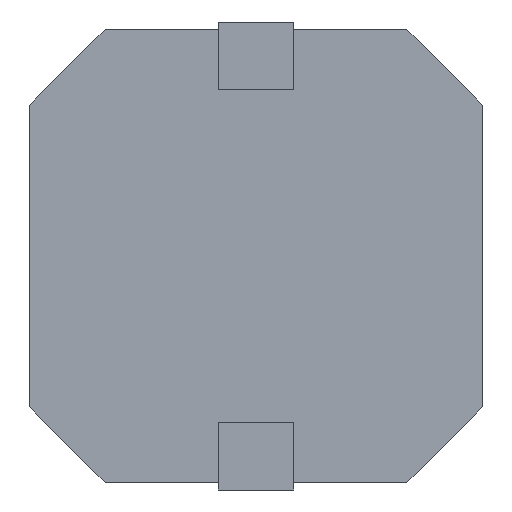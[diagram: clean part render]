
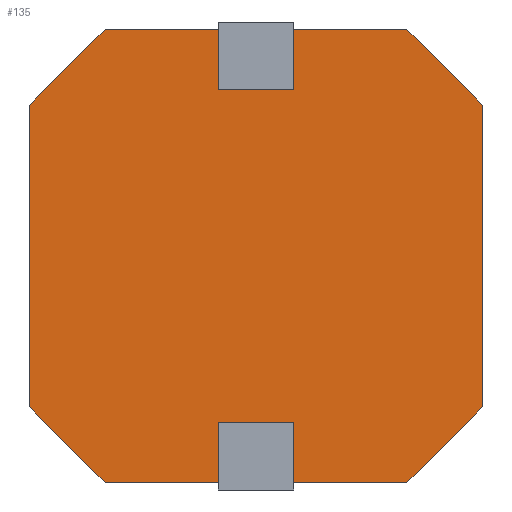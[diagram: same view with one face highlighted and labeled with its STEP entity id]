
A CAD part, front view. The second image highlights one B-rep face of the part: STEP entity #135.
In plain terms, the highlighted free-form (B-spline) face has degree [1, 1] with [2, 2] control points.
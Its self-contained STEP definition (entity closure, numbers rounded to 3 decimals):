
#76 = VERTEX_POINT('',#77);
#77 = CARTESIAN_POINT('',(0.437,0.,2.623));
#84 = EDGE_CURVE('',#76,#85,#87,.T.);
#85 = VERTEX_POINT('',#86);
#86 = CARTESIAN_POINT('',(1.749,0.,2.623));
#87 = B_SPLINE_CURVE_WITH_KNOTS('',1,(#88,#89),.UNSPECIFIED.,.F.,.F.,(2,
    2),(3.5,5.),.PIECEWISE_BEZIER_KNOTS.);
#88 = CARTESIAN_POINT('',(0.437,0.,2.623));
#89 = CARTESIAN_POINT('',(1.749,0.,2.623));
#106 = VERTEX_POINT('',#107);
#107 = CARTESIAN_POINT('',(-1.749,0.,2.623));
#112 = EDGE_CURVE('',#106,#113,#115,.T.);
#113 = VERTEX_POINT('',#114);
#114 = CARTESIAN_POINT('',(-0.437,0.,2.623));
#115 = B_SPLINE_CURVE_WITH_KNOTS('',1,(#116,#117),.UNSPECIFIED.,.F.,.F.,
  (2,2),(1.,2.5),.PIECEWISE_BEZIER_KNOTS.);
#116 = CARTESIAN_POINT('',(-1.749,0.,2.623));
#117 = CARTESIAN_POINT('',(-0.437,0.,2.623));
#135 = ADVANCED_FACE('',(#136),#234,.F.);
#136 = FACE_BOUND('',#137,.T.);
#137 = EDGE_LOOP('',(#138,#147,#154,#161,#168,#175,#180,#181,#188,#195,
    #200,#201,#208,#215,#222,#229));
#138 = ORIENTED_EDGE('',*,*,#139,.T.);
#139 = EDGE_CURVE('',#140,#142,#144,.T.);
#140 = VERTEX_POINT('',#141);
#141 = CARTESIAN_POINT('',(-0.437,0.,-1.924));
#142 = VERTEX_POINT('',#143);
#143 = CARTESIAN_POINT('',(0.437,0.,-1.924));
#144 = B_SPLINE_CURVE_WITH_KNOTS('',1,(#145,#146),.UNSPECIFIED.,.F.,.F.,
  (2,2),(0.,1.),.PIECEWISE_BEZIER_KNOTS.);
#145 = CARTESIAN_POINT('',(-0.437,0.,-1.924));
#146 = CARTESIAN_POINT('',(0.437,0.,-1.924));
#147 = ORIENTED_EDGE('',*,*,#148,.T.);
#148 = EDGE_CURVE('',#142,#149,#151,.T.);
#149 = VERTEX_POINT('',#150);
#150 = CARTESIAN_POINT('',(0.437,0.,-2.623));
#151 = B_SPLINE_CURVE_WITH_KNOTS('',1,(#152,#153),.UNSPECIFIED.,.F.,.F.,
  (2,2),(-0.9,-0.1),.PIECEWISE_BEZIER_KNOTS.);
#152 = CARTESIAN_POINT('',(0.437,0.,-1.924));
#153 = CARTESIAN_POINT('',(0.437,0.,-2.623));
#154 = ORIENTED_EDGE('',*,*,#155,.F.);
#155 = EDGE_CURVE('',#156,#149,#158,.T.);
#156 = VERTEX_POINT('',#157);
#157 = CARTESIAN_POINT('',(1.749,0.,-2.623));
#158 = B_SPLINE_CURVE_WITH_KNOTS('',1,(#159,#160),.UNSPECIFIED.,.F.,.F.,
  (2,2),(-5.,-3.5),.PIECEWISE_BEZIER_KNOTS.);
#159 = CARTESIAN_POINT('',(1.749,0.,-2.623));
#160 = CARTESIAN_POINT('',(0.437,0.,-2.623));
#161 = ORIENTED_EDGE('',*,*,#162,.T.);
#162 = EDGE_CURVE('',#156,#163,#165,.T.);
#163 = VERTEX_POINT('',#164);
#164 = CARTESIAN_POINT('',(2.623,0.,-1.749));
#165 = B_SPLINE_CURVE_WITH_KNOTS('',1,(#166,#167),.UNSPECIFIED.,.F.,.F.,
  (2,2),(0.,1.414),.PIECEWISE_BEZIER_KNOTS.);
#166 = CARTESIAN_POINT('',(1.749,0.,-2.623));
#167 = CARTESIAN_POINT('',(2.623,0.,-1.749));
#168 = ORIENTED_EDGE('',*,*,#169,.F.);
#169 = EDGE_CURVE('',#170,#163,#172,.T.);
#170 = VERTEX_POINT('',#171);
#171 = CARTESIAN_POINT('',(2.623,0.,1.749));
#172 = B_SPLINE_CURVE_WITH_KNOTS('',1,(#173,#174),.UNSPECIFIED.,.F.,.F.,
  (2,2),(-5.,-1.),.PIECEWISE_BEZIER_KNOTS.);
#173 = CARTESIAN_POINT('',(2.623,0.,1.749));
#174 = CARTESIAN_POINT('',(2.623,0.,-1.749));
#175 = ORIENTED_EDGE('',*,*,#176,.T.);
#176 = EDGE_CURVE('',#170,#85,#177,.T.);
#177 = B_SPLINE_CURVE_WITH_KNOTS('',1,(#178,#179),.UNSPECIFIED.,.F.,.F.,
  (2,2),(0.,1.414),.PIECEWISE_BEZIER_KNOTS.);
#178 = CARTESIAN_POINT('',(2.623,0.,1.749));
#179 = CARTESIAN_POINT('',(1.749,0.,2.623));
#180 = ORIENTED_EDGE('',*,*,#84,.F.);
#181 = ORIENTED_EDGE('',*,*,#182,.F.);
#182 = EDGE_CURVE('',#183,#76,#185,.T.);
#183 = VERTEX_POINT('',#184);
#184 = CARTESIAN_POINT('',(0.437,0.,1.924));
#185 = B_SPLINE_CURVE_WITH_KNOTS('',1,(#186,#187),.UNSPECIFIED.,.F.,.F.,
  (2,2),(-0.9,-0.1),.PIECEWISE_BEZIER_KNOTS.);
#186 = CARTESIAN_POINT('',(0.437,0.,1.924));
#187 = CARTESIAN_POINT('',(0.437,0.,2.623));
#188 = ORIENTED_EDGE('',*,*,#189,.F.);
#189 = EDGE_CURVE('',#190,#183,#192,.T.);
#190 = VERTEX_POINT('',#191);
#191 = CARTESIAN_POINT('',(-0.437,0.,1.924));
#192 = B_SPLINE_CURVE_WITH_KNOTS('',1,(#193,#194),.UNSPECIFIED.,.F.,.F.,
  (2,2),(0.,1.),.PIECEWISE_BEZIER_KNOTS.);
#193 = CARTESIAN_POINT('',(-0.437,0.,1.924));
#194 = CARTESIAN_POINT('',(0.437,0.,1.924));
#195 = ORIENTED_EDGE('',*,*,#196,.F.);
#196 = EDGE_CURVE('',#113,#190,#197,.T.);
#197 = B_SPLINE_CURVE_WITH_KNOTS('',1,(#198,#199),.UNSPECIFIED.,.F.,.F.,
  (2,2),(-0.8,0.),.PIECEWISE_BEZIER_KNOTS.);
#198 = CARTESIAN_POINT('',(-0.437,0.,2.623));
#199 = CARTESIAN_POINT('',(-0.437,0.,1.924));
#200 = ORIENTED_EDGE('',*,*,#112,.F.);
#201 = ORIENTED_EDGE('',*,*,#202,.T.);
#202 = EDGE_CURVE('',#106,#203,#205,.T.);
#203 = VERTEX_POINT('',#204);
#204 = CARTESIAN_POINT('',(-2.623,0.,1.749));
#205 = B_SPLINE_CURVE_WITH_KNOTS('',1,(#206,#207),.UNSPECIFIED.,.F.,.F.,
  (2,2),(0.,1.414),.PIECEWISE_BEZIER_KNOTS.);
#206 = CARTESIAN_POINT('',(-1.749,0.,2.623));
#207 = CARTESIAN_POINT('',(-2.623,0.,1.749));
#208 = ORIENTED_EDGE('',*,*,#209,.F.);
#209 = EDGE_CURVE('',#210,#203,#212,.T.);
#210 = VERTEX_POINT('',#211);
#211 = CARTESIAN_POINT('',(-2.623,0.,-1.749));
#212 = B_SPLINE_CURVE_WITH_KNOTS('',1,(#213,#214),.UNSPECIFIED.,.F.,.F.,
  (2,2),(1.,5.),.PIECEWISE_BEZIER_KNOTS.);
#213 = CARTESIAN_POINT('',(-2.623,0.,-1.749));
#214 = CARTESIAN_POINT('',(-2.623,0.,1.749));
#215 = ORIENTED_EDGE('',*,*,#216,.T.);
#216 = EDGE_CURVE('',#210,#217,#219,.T.);
#217 = VERTEX_POINT('',#218);
#218 = CARTESIAN_POINT('',(-1.749,0.,-2.623));
#219 = B_SPLINE_CURVE_WITH_KNOTS('',1,(#220,#221),.UNSPECIFIED.,.F.,.F.,
  (2,2),(0.,1.414),.PIECEWISE_BEZIER_KNOTS.);
#220 = CARTESIAN_POINT('',(-2.623,0.,-1.749));
#221 = CARTESIAN_POINT('',(-1.749,0.,-2.623));
#222 = ORIENTED_EDGE('',*,*,#223,.F.);
#223 = EDGE_CURVE('',#224,#217,#226,.T.);
#224 = VERTEX_POINT('',#225);
#225 = CARTESIAN_POINT('',(-0.437,0.,-2.623));
#226 = B_SPLINE_CURVE_WITH_KNOTS('',1,(#227,#228),.UNSPECIFIED.,.F.,.F.,
  (2,2),(-2.5,-1.),.PIECEWISE_BEZIER_KNOTS.);
#227 = CARTESIAN_POINT('',(-0.437,0.,-2.623));
#228 = CARTESIAN_POINT('',(-1.749,0.,-2.623));
#229 = ORIENTED_EDGE('',*,*,#230,.T.);
#230 = EDGE_CURVE('',#224,#140,#231,.T.);
#231 = B_SPLINE_CURVE_WITH_KNOTS('',1,(#232,#233),.UNSPECIFIED.,.F.,.F.,
  (2,2),(-0.8,0.),.PIECEWISE_BEZIER_KNOTS.);
#232 = CARTESIAN_POINT('',(-0.437,0.,-2.623));
#233 = CARTESIAN_POINT('',(-0.437,0.,-1.924));
#234 = B_SPLINE_SURFACE_WITH_KNOTS('',1,1,(
    (#235,#236)
    ,(#237,#238
    )),.UNSPECIFIED.,.F.,.F.,.F.,(2,2),(2,2),(-3.,3.),(-3.,3.),
  .PIECEWISE_BEZIER_KNOTS.);
#235 = CARTESIAN_POINT('',(-2.623,0.,-2.623));
#236 = CARTESIAN_POINT('',(2.623,0.,-2.623));
#237 = CARTESIAN_POINT('',(-2.623,0.,2.623));
#238 = CARTESIAN_POINT('',(2.623,0.,2.623));
